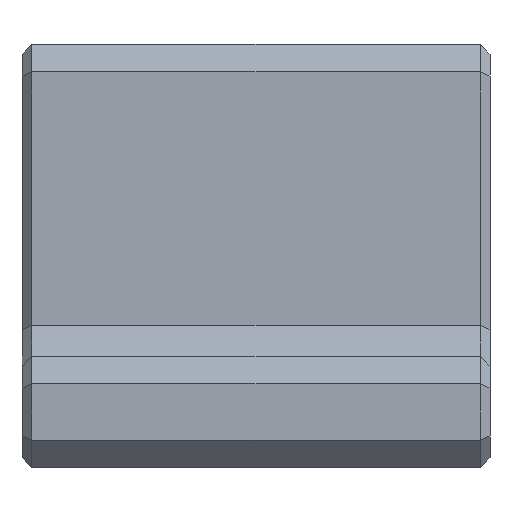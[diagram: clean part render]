
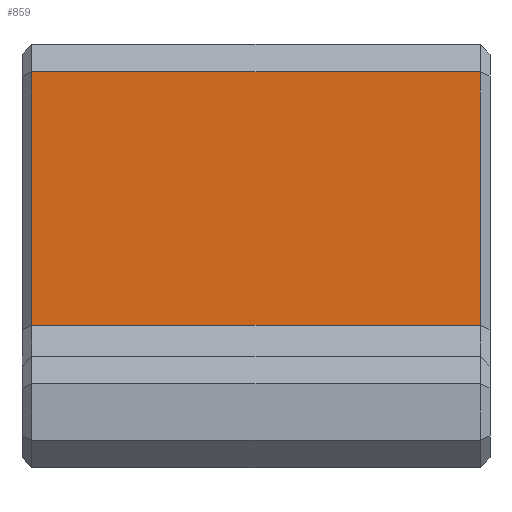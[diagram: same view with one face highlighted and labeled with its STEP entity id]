
A CAD part, front view. The second image highlights one B-rep face of the part: STEP entity #859.
In plain terms, the highlighted planar face has unit normal (0, -1, 0).
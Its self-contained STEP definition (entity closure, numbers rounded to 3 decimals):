
#44 = AXIS2_PLACEMENT_3D ( 'NONE', #257, #571, #1190 ) ;
#67 = CARTESIAN_POINT ( 'NONE',  ( 0., -5.85, -0.562 ) ) ;
#90 = DIRECTION ( 'NONE',  ( 0., 0., 1. ) ) ;
#93 = CARTESIAN_POINT ( 'NONE',  ( 23.5, -5.85, 12.438 ) ) ;
#136 = EDGE_LOOP ( 'NONE', ( #541, #532, #1315, #322 ) ) ;
#257 = CARTESIAN_POINT ( 'NONE',  ( 0., -5.85, 12.438 ) ) ;
#322 = ORIENTED_EDGE ( 'NONE', *, *, #573, .T. ) ;
#369 = EDGE_CURVE ( 'NONE', #534, #1243, #942, .T. ) ;
#459 = DIRECTION ( 'NONE',  ( 1., 0., 0. ) ) ;
#464 = CARTESIAN_POINT ( 'NONE',  ( 0.5, -5.85, 12.438 ) ) ;
#480 = CARTESIAN_POINT ( 'NONE',  ( 0., -5.85, 12.438 ) ) ;
#512 = EDGE_CURVE ( 'NONE', #1243, #956, #1195, .T. ) ;
#530 = CARTESIAN_POINT ( 'NONE',  ( 0.5, -5.85, 12.438 ) ) ;
#532 = ORIENTED_EDGE ( 'NONE', *, *, #369, .T. ) ;
#534 = VERTEX_POINT ( 'NONE', #464 ) ;
#541 = ORIENTED_EDGE ( 'NONE', *, *, #950, .F. ) ;
#558 = VECTOR ( 'NONE', #840, 1000. ) ;
#571 = DIRECTION ( 'NONE',  ( 0., -1., 0. ) ) ;
#573 = EDGE_CURVE ( 'NONE', #956, #1193, #1241, .T. ) ;
#590 = LINE ( 'NONE', #480, #1155 ) ;
#612 = CARTESIAN_POINT ( 'NONE',  ( 23.5, -5.85, 12.438 ) ) ;
#840 = DIRECTION ( 'NONE',  ( 0., 0., -1. ) ) ;
#859 = ADVANCED_FACE ( 'NONE', ( #981 ), #1194, .T. ) ;
#901 = CARTESIAN_POINT ( 'NONE',  ( 23.5, -5.85, -0.562 ) ) ;
#942 = LINE ( 'NONE', #530, #558 ) ;
#950 = EDGE_CURVE ( 'NONE', #534, #1193, #590, .T. ) ;
#956 = VERTEX_POINT ( 'NONE', #901 ) ;
#981 = FACE_OUTER_BOUND ( 'NONE', #136, .T. ) ;
#993 = DIRECTION ( 'NONE',  ( 1., 0., 0. ) ) ;
#1108 = CARTESIAN_POINT ( 'NONE',  ( 0.5, -5.85, -0.562 ) ) ;
#1155 = VECTOR ( 'NONE', #993, 1000. ) ;
#1190 = DIRECTION ( 'NONE',  ( 0., 0., -1. ) ) ;
#1193 = VERTEX_POINT ( 'NONE', #93 ) ;
#1194 = PLANE ( 'NONE',  #44 ) ;
#1195 = LINE ( 'NONE', #67, #1326 ) ;
#1241 = LINE ( 'NONE', #612, #1305 ) ;
#1243 = VERTEX_POINT ( 'NONE', #1108 ) ;
#1305 = VECTOR ( 'NONE', #90, 1000. ) ;
#1315 = ORIENTED_EDGE ( 'NONE', *, *, #512, .T. ) ;
#1326 = VECTOR ( 'NONE', #459, 1000. ) ;
